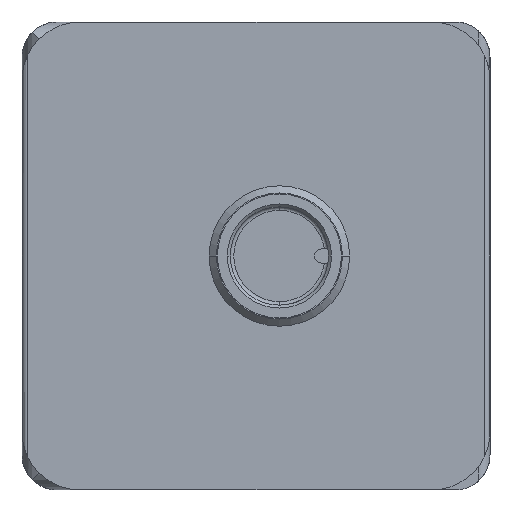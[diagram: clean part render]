
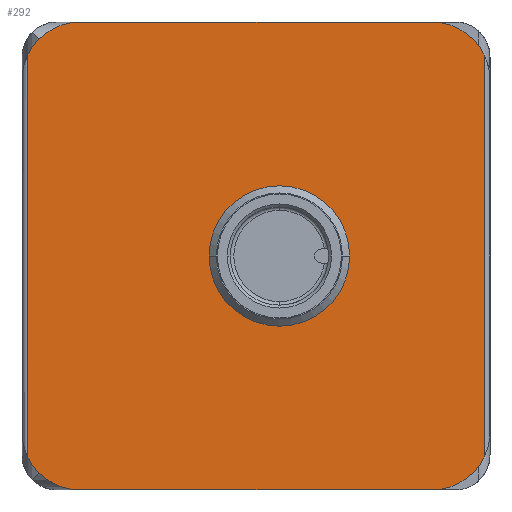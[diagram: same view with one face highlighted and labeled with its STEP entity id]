
A CAD part, left-side view. The second image highlights one B-rep face of the part: STEP entity #292.
In plain terms, the highlighted planar face has unit normal (-1, 0, 0).
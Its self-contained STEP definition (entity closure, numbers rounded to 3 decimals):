
#292 = ADVANCED_FACE( '', ( #755, #756 ), #757, .T. );
#755 = FACE_BOUND( '', #1223, .T. );
#756 = FACE_OUTER_BOUND( '', #1224, .T. );
#757 = PLANE( '', #1225 );
#1223 = EDGE_LOOP( '', ( #3059, #3060 ) );
#1224 = EDGE_LOOP( '', ( #3061, #3062, #3063, #3064, #3065, #3066, #3067, #3068 ) );
#1225 = AXIS2_PLACEMENT_3D( '', #3069, #3070, #3071 );
#3059 = ORIENTED_EDGE( '', *, *, #3687, .T. );
#3060 = ORIENTED_EDGE( '', *, *, #3127, .T. );
#3061 = ORIENTED_EDGE( '', *, *, #3700, .T. );
#3062 = ORIENTED_EDGE( '', *, *, #3416, .F. );
#3063 = ORIENTED_EDGE( '', *, *, #3695, .T. );
#3064 = ORIENTED_EDGE( '', *, *, #3704, .T. );
#3065 = ORIENTED_EDGE( '', *, *, #3699, .T. );
#3066 = ORIENTED_EDGE( '', *, *, #3244, .T. );
#3067 = ORIENTED_EDGE( '', *, *, #3703, .T. );
#3068 = ORIENTED_EDGE( '', *, *, #3711, .F. );
#3069 = CARTESIAN_POINT( '', ( 12., 21.5, 20. ) );
#3070 = DIRECTION( '', ( -1., 0., 0. ) );
#3071 = DIRECTION( '', ( 0., 1., 0. ) );
#3127 = EDGE_CURVE( '', #3749, #3746, #3750, .T. );
#3244 = EDGE_CURVE( '', #3954, #3952, #3955, .T. );
#3416 = EDGE_CURVE( '', #4241, #4243, #4244, .T. );
#3687 = EDGE_CURVE( '', #3746, #3749, #4685, .T. );
#3695 = EDGE_CURVE( '', #4241, #4693, #4694, .T. );
#3699 = EDGE_CURVE( '', #4696, #3954, #4699, .T. );
#3700 = EDGE_CURVE( '', #4700, #4243, #4701, .T. );
#3703 = EDGE_CURVE( '', #3952, #4703, #4705, .T. );
#3704 = EDGE_CURVE( '', #4693, #4696, #4706, .T. );
#3711 = EDGE_CURVE( '', #4700, #4703, #4715, .T. );
#3746 = VERTEX_POINT( '', #4760 );
#3749 = VERTEX_POINT( '', #4764 );
#3750 = CIRCLE( '', #4765, 5.25 );
#3952 = VERTEX_POINT( '', #5051 );
#3954 = VERTEX_POINT( '', #5054 );
#3955 = LINE( '', #5055, #5056 );
#4241 = VERTEX_POINT( '', #5465 );
#4243 = VERTEX_POINT( '', #5468 );
#4244 = LINE( '', #5469, #5470 );
#4685 = CIRCLE( '', #6173, 5.25 );
#4693 = VERTEX_POINT( '', #6181 );
#4694 = CIRCLE( '', #6182, 5. );
#4696 = VERTEX_POINT( '', #6193 );
#4699 = CIRCLE( '', #6214, 5. );
#4700 = VERTEX_POINT( '', #6215 );
#4701 = CIRCLE( '', #6216, 5. );
#4703 = VERTEX_POINT( '', #6227 );
#4705 = CIRCLE( '', #6238, 5. );
#4706 = LINE( '', #6239, #6240 );
#4715 = LINE( '', #6253, #6254 );
#4760 = CARTESIAN_POINT( '', ( 12., 5.25, 0. ) );
#4764 = CARTESIAN_POINT( '', ( 12., -5.25, 0. ) );
#4765 = AXIS2_PLACEMENT_3D( '', #6290, #6291, #6292 );
#5051 = CARTESIAN_POINT( '', ( 12., -13., -20. ) );
#5054 = CARTESIAN_POINT( '', ( 12., 17., -20. ) );
#5055 = CARTESIAN_POINT( '', ( 12., 21.5, -20. ) );
#5056 = VECTOR( '', #6501, 1. );
#5465 = CARTESIAN_POINT( '', ( 12., 17., 20. ) );
#5468 = CARTESIAN_POINT( '', ( 12., -13., 20. ) );
#5469 = CARTESIAN_POINT( '', ( 12., 21.5, 20. ) );
#5470 = VECTOR( '', #6782, 1. );
#6173 = AXIS2_PLACEMENT_3D( '', #7219, #7220, #7221 );
#6181 = CARTESIAN_POINT( '', ( 12., 21.5, 17.179 ) );
#6182 = AXIS2_PLACEMENT_3D( '', #7243, #7244, #7245 );
#6193 = CARTESIAN_POINT( '', ( 12., 21.5, -17.179 ) );
#6214 = AXIS2_PLACEMENT_3D( '', #7246, #7247, #7248 );
#6215 = CARTESIAN_POINT( '', ( 12., -17.5, 17.179 ) );
#6216 = AXIS2_PLACEMENT_3D( '', #7249, #7250, #7251 );
#6227 = CARTESIAN_POINT( '', ( 12., -17.5, -17.179 ) );
#6238 = AXIS2_PLACEMENT_3D( '', #7252, #7253, #7254 );
#6239 = CARTESIAN_POINT( '', ( 12., 21.5, 20. ) );
#6240 = VECTOR( '', #7255, 1. );
#6253 = CARTESIAN_POINT( '', ( 12., -17.5, 20. ) );
#6254 = VECTOR( '', #7266, 1. );
#6290 = CARTESIAN_POINT( '', ( 12., 0., 0. ) );
#6291 = DIRECTION( '', ( 1., 0., 0. ) );
#6292 = DIRECTION( '', ( 0., 1., 0. ) );
#6501 = DIRECTION( '', ( 0., -1., 0. ) );
#6782 = DIRECTION( '', ( 0., -1., 0. ) );
#7219 = CARTESIAN_POINT( '', ( 12., 0., 0. ) );
#7220 = DIRECTION( '', ( 1., 0., 0. ) );
#7221 = DIRECTION( '', ( 0., 1., 0. ) );
#7243 = CARTESIAN_POINT( '', ( 12., 17., 15. ) );
#7244 = DIRECTION( '', ( -1., 0., 0. ) );
#7245 = DIRECTION( '', ( 0., 1., 0. ) );
#7246 = CARTESIAN_POINT( '', ( 12., 17., -15. ) );
#7247 = DIRECTION( '', ( -1., 0., 0. ) );
#7248 = DIRECTION( '', ( 0., 0., -1. ) );
#7249 = CARTESIAN_POINT( '', ( 12., -13., 15. ) );
#7250 = DIRECTION( '', ( -1., 0., 0. ) );
#7251 = DIRECTION( '', ( 0., 0., 1. ) );
#7252 = CARTESIAN_POINT( '', ( 12., -13., -15. ) );
#7253 = DIRECTION( '', ( -1., 0., 0. ) );
#7254 = DIRECTION( '', ( 0., -1., 0. ) );
#7255 = DIRECTION( '', ( 0., 0., -1. ) );
#7266 = DIRECTION( '', ( 0., 0., -1. ) );
